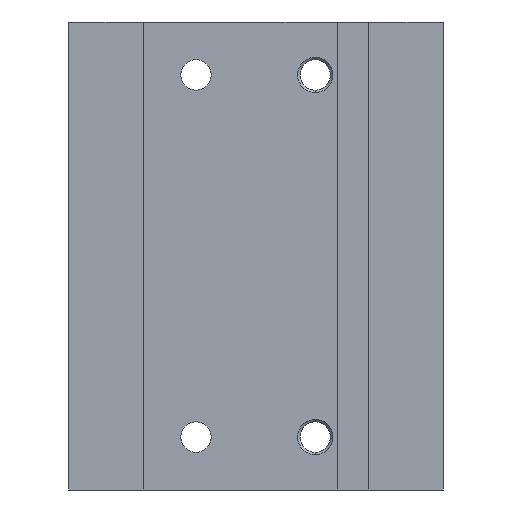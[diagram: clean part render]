
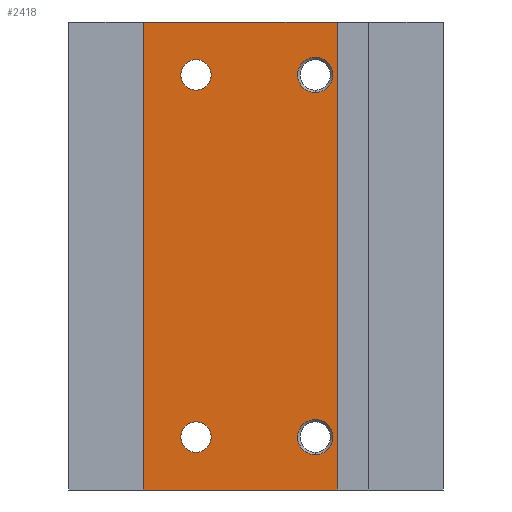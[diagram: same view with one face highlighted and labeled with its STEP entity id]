
A CAD part, front view. The second image highlights one B-rep face of the part: STEP entity #2418.
In plain terms, the highlighted planar face has unit normal (0, -1, 0).
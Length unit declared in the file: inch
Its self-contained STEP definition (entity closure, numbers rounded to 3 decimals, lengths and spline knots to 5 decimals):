
#44 = DIRECTION ( 'NONE',  ( 1., 0., 0. ) ) ;
#75 = DIRECTION ( 'NONE',  ( 0., 0., 1. ) ) ;
#128 = DIRECTION ( 'NONE',  ( 0., 0., -1. ) ) ;
#134 = ORIENTED_EDGE ( 'NONE', *, *, #9090, .T. ) ;
#167 = CARTESIAN_POINT ( 'NONE',  ( -0.68898, 0.12598, -1.30512 ) ) ;
#371 = ORIENTED_EDGE ( 'NONE', *, *, #6643, .F. ) ;
#382 = DIRECTION ( 'NONE',  ( 0., 0., -1. ) ) ;
#621 = VERTEX_POINT ( 'NONE', #5634 ) ;
#777 = VERTEX_POINT ( 'NONE', #4553 ) ;
#784 = EDGE_CURVE ( 'NONE', #2573, #8434, #5278, .T. ) ;
#797 = DIRECTION ( 'NONE',  ( 0., 0., -1. ) ) ;
#807 = VERTEX_POINT ( 'NONE', #167 ) ;
#816 = ORIENTED_EDGE ( 'NONE', *, *, #1426, .T. ) ;
#1020 = DIRECTION ( 'NONE',  ( 1., 0., 0. ) ) ;
#1045 = VERTEX_POINT ( 'NONE', #5400 ) ;
#1337 = CARTESIAN_POINT ( 'NONE',  ( -0.33465, 0.12598, -1.00984 ) ) ;
#1426 = EDGE_CURVE ( 'NONE', #6402, #7976, #1437, .T. ) ;
#1437 = CIRCLE ( 'NONE', #3910, 0.08465 ) ;
#1477 = DIRECTION ( 'NONE',  ( 0., -1., 0. ) ) ;
#1654 = CARTESIAN_POINT ( 'NONE',  ( -0.68898, 0.12598, -1.30512 ) ) ;
#1737 = ORIENTED_EDGE ( 'NONE', *, *, #6503, .F. ) ;
#1835 = ORIENTED_EDGE ( 'NONE', *, *, #6000, .T. ) ;
#2083 = EDGE_LOOP ( 'NONE', ( #816, #1835 ) ) ;
#2234 = FACE_OUTER_BOUND ( 'NONE', #3643, .T. ) ;
#2245 = CARTESIAN_POINT ( 'NONE',  ( -0.25, 0.12598, -1.00984 ) ) ;
#2310 = DIRECTION ( 'NONE',  ( 0., 1., 0. ) ) ;
#2336 = EDGE_LOOP ( 'NONE', ( #6576, #1737 ) ) ;
#2418 = ADVANCED_FACE ( 'NONE', ( #2234, #6674, #2906, #8781, #3004 ), #8109, .F. ) ;
#2436 = VECTOR ( 'NONE', #3211, 39.37008 ) ;
#2516 = DIRECTION ( 'NONE',  ( 1., 0., 0. ) ) ;
#2568 = CARTESIAN_POINT ( 'NONE',  ( 0.45276, 0.12598, 1.30512 ) ) ;
#2573 = VERTEX_POINT ( 'NONE', #5135 ) ;
#2637 = EDGE_CURVE ( 'NONE', #4711, #8016, #6750, .T. ) ;
#2738 = CIRCLE ( 'NONE', #4614, 0.08465 ) ;
#2875 = DIRECTION ( 'NONE',  ( 0., 1., 0. ) ) ;
#2906 = FACE_BOUND ( 'NONE', #3658, .T. ) ;
#2931 = AXIS2_PLACEMENT_3D ( 'NONE', #9397, #4891, #5692 ) ;
#2935 = CARTESIAN_POINT ( 'NONE',  ( -0.33465, 0.12598, -1.00984 ) ) ;
#3004 = FACE_BOUND ( 'NONE', #4104, .T. ) ;
#3026 = VECTOR ( 'NONE', #382, 39.37008 ) ;
#3211 = DIRECTION ( 'NONE',  ( 0., 0., -1. ) ) ;
#3333 = VERTEX_POINT ( 'NONE', #9407 ) ;
#3546 = DIRECTION ( 'NONE',  ( 0., 1., 0. ) ) ;
#3607 = ORIENTED_EDGE ( 'NONE', *, *, #7875, .T. ) ;
#3610 = DIRECTION ( 'NONE',  ( 0., -1., 0. ) ) ;
#3643 = EDGE_LOOP ( 'NONE', ( #4803, #371, #5873, #134 ) ) ;
#3658 = EDGE_LOOP ( 'NONE', ( #3607, #6152 ) ) ;
#3760 = VECTOR ( 'NONE', #1020, 39.37008 ) ;
#3776 = CARTESIAN_POINT ( 'NONE',  ( 0.33071, 0.12598, 1.00984 ) ) ;
#3910 = AXIS2_PLACEMENT_3D ( 'NONE', #1337, #2875, #8754 ) ;
#3993 = AXIS2_PLACEMENT_3D ( 'NONE', #7250, #9456, #797 ) ;
#4104 = EDGE_LOOP ( 'NONE', ( #8621, #7756 ) ) ;
#4212 = CIRCLE ( 'NONE', #2931, 0.08465 ) ;
#4439 = DIRECTION ( 'NONE',  ( 0., 0., -1. ) ) ;
#4553 = CARTESIAN_POINT ( 'NONE',  ( -0.25, 0.12598, 1.00984 ) ) ;
#4598 = CIRCLE ( 'NONE', #7029, 0.09843 ) ;
#4606 = CIRCLE ( 'NONE', #6157, 0.09843 ) ;
#4614 = AXIS2_PLACEMENT_3D ( 'NONE', #5709, #7869, #6230 ) ;
#4711 = VERTEX_POINT ( 'NONE', #8518 ) ;
#4753 = AXIS2_PLACEMENT_3D ( 'NONE', #2935, #2310, #75 ) ;
#4796 = CARTESIAN_POINT ( 'NONE',  ( 0.33071, 0.12598, 1.10827 ) ) ;
#4803 = ORIENTED_EDGE ( 'NONE', *, *, #6964, .T. ) ;
#4823 = AXIS2_PLACEMENT_3D ( 'NONE', #9403, #3546, #44 ) ;
#4891 = DIRECTION ( 'NONE',  ( 0., 1., 0. ) ) ;
#5135 = CARTESIAN_POINT ( 'NONE',  ( 0.33071, 0.12598, 0.91142 ) ) ;
#5278 = CIRCLE ( 'NONE', #7862, 0.09843 ) ;
#5400 = CARTESIAN_POINT ( 'NONE',  ( 0.33071, 0.12598, -1.10827 ) ) ;
#5404 = LINE ( 'NONE', #2568, #2436 ) ;
#5634 = CARTESIAN_POINT ( 'NONE',  ( 0.45276, 0.12598, -1.30512 ) ) ;
#5692 = DIRECTION ( 'NONE',  ( 0., 0., 1. ) ) ;
#5709 = CARTESIAN_POINT ( 'NONE',  ( -0.33465, 0.12598, 1.00984 ) ) ;
#5873 = ORIENTED_EDGE ( 'NONE', *, *, #2637, .F. ) ;
#5902 = CARTESIAN_POINT ( 'NONE',  ( 0.45276, 0.12598, 1.30512 ) ) ;
#6000 = EDGE_CURVE ( 'NONE', #7976, #6402, #9177, .T. ) ;
#6152 = ORIENTED_EDGE ( 'NONE', *, *, #8555, .T. ) ;
#6157 = AXIS2_PLACEMENT_3D ( 'NONE', #7966, #3610, #9459 ) ;
#6211 = LINE ( 'NONE', #1654, #7045 ) ;
#6230 = DIRECTION ( 'NONE',  ( 0., 0., 1. ) ) ;
#6402 = VERTEX_POINT ( 'NONE', #8460 ) ;
#6503 = EDGE_CURVE ( 'NONE', #8434, #2573, #4606, .T. ) ;
#6576 = ORIENTED_EDGE ( 'NONE', *, *, #784, .F. ) ;
#6610 = CIRCLE ( 'NONE', #3993, 0.09843 ) ;
#6643 = EDGE_CURVE ( 'NONE', #8016, #621, #5404, .T. ) ;
#6674 = FACE_BOUND ( 'NONE', #2083, .T. ) ;
#6750 = LINE ( 'NONE', #8243, #3760 ) ;
#6763 = EDGE_CURVE ( 'NONE', #1045, #9199, #6610, .T. ) ;
#6964 = EDGE_CURVE ( 'NONE', #807, #621, #6211, .T. ) ;
#7029 = AXIS2_PLACEMENT_3D ( 'NONE', #8082, #1477, #4439 ) ;
#7045 = VECTOR ( 'NONE', #2516, 39.37008 ) ;
#7064 = LINE ( 'NONE', #7831, #3026 ) ;
#7250 = CARTESIAN_POINT ( 'NONE',  ( 0.33071, 0.12598, -1.00984 ) ) ;
#7644 = CARTESIAN_POINT ( 'NONE',  ( 0.33071, 0.12598, -0.91142 ) ) ;
#7756 = ORIENTED_EDGE ( 'NONE', *, *, #8342, .F. ) ;
#7831 = CARTESIAN_POINT ( 'NONE',  ( -0.68898, 0.12598, 1.30512 ) ) ;
#7862 = AXIS2_PLACEMENT_3D ( 'NONE', #3776, #8959, #128 ) ;
#7869 = DIRECTION ( 'NONE',  ( 0., 1., 0. ) ) ;
#7875 = EDGE_CURVE ( 'NONE', #3333, #777, #2738, .T. ) ;
#7966 = CARTESIAN_POINT ( 'NONE',  ( 0.33071, 0.12598, 1.00984 ) ) ;
#7976 = VERTEX_POINT ( 'NONE', #2245 ) ;
#8016 = VERTEX_POINT ( 'NONE', #5902 ) ;
#8082 = CARTESIAN_POINT ( 'NONE',  ( 0.33071, 0.12598, -1.00984 ) ) ;
#8109 = PLANE ( 'NONE',  #4823 ) ;
#8243 = CARTESIAN_POINT ( 'NONE',  ( -0.68898, 0.12598, 1.30512 ) ) ;
#8342 = EDGE_CURVE ( 'NONE', #9199, #1045, #4598, .T. ) ;
#8434 = VERTEX_POINT ( 'NONE', #4796 ) ;
#8460 = CARTESIAN_POINT ( 'NONE',  ( -0.41929, 0.12598, -1.00984 ) ) ;
#8518 = CARTESIAN_POINT ( 'NONE',  ( -0.68898, 0.12598, 1.30512 ) ) ;
#8555 = EDGE_CURVE ( 'NONE', #777, #3333, #4212, .T. ) ;
#8621 = ORIENTED_EDGE ( 'NONE', *, *, #6763, .F. ) ;
#8754 = DIRECTION ( 'NONE',  ( 0., 0., 1. ) ) ;
#8781 = FACE_BOUND ( 'NONE', #2336, .T. ) ;
#8959 = DIRECTION ( 'NONE',  ( 0., -1., 0. ) ) ;
#9090 = EDGE_CURVE ( 'NONE', #4711, #807, #7064, .T. ) ;
#9177 = CIRCLE ( 'NONE', #4753, 0.08465 ) ;
#9199 = VERTEX_POINT ( 'NONE', #7644 ) ;
#9397 = CARTESIAN_POINT ( 'NONE',  ( -0.33465, 0.12598, 1.00984 ) ) ;
#9403 = CARTESIAN_POINT ( 'NONE',  ( -0.68898, 0.12598, 1.30512 ) ) ;
#9407 = CARTESIAN_POINT ( 'NONE',  ( -0.41929, 0.12598, 1.00984 ) ) ;
#9456 = DIRECTION ( 'NONE',  ( 0., -1., 0. ) ) ;
#9459 = DIRECTION ( 'NONE',  ( 0., 0., -1. ) ) ;
